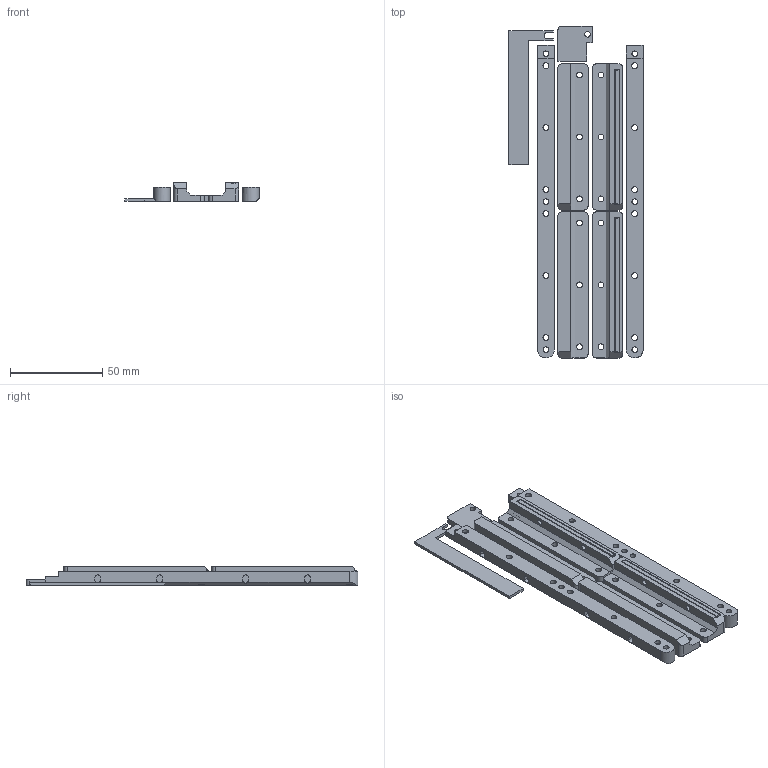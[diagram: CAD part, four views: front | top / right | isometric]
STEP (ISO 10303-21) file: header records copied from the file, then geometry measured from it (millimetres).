
FILE_DESCRIPTION(/* description */ (''),/* implementation_level */ '2;1');
FILE_NAME(/* name */ 'pcb_lock_2p2.step',/* time_stamp */ '2020-01-12T13:14:15+01:00',/* author */ (''),/* organization */ (''),/* preprocessor_version */ 'ST-DEVELOPER v18',/* originating_system */ 'Autodesk Translation Framework v8.12.0.6',/* authorisation */ '');
FILE_SCHEMA (('AUTOMOTIVE_DESIGN { 1 0 10303 214 3 1 1 }'));
Length unit declared in the file: millimetre
Products named in the file (1): pcb_lock_2p2
Bounding box: 72.5 x 179.5 x 10.25 mm (x, y, z)
Volume: 52513.9 mm3; surface area: 37085.7 mm2
Topology: 8 solids, 8 shells, 474 faces, 1419 edges, 943 vertices
Faces by surface type: plane 338, cylinder 130, cone 6
Full cylindrical faces by diameter (mm): 2.8 x8, 3 x7, 3.2 x36, 5 x8, 7 x3
Entity records: 16260 total; most frequent: ORIENTED_EDGE 2838, CARTESIAN_POINT 2837, DIRECTION 2764, EDGE_CURVE 1419, LINE 1024, VECTOR 1024, VERTEX_POINT 943, AXIS2_PLACEMENT_3D 870
